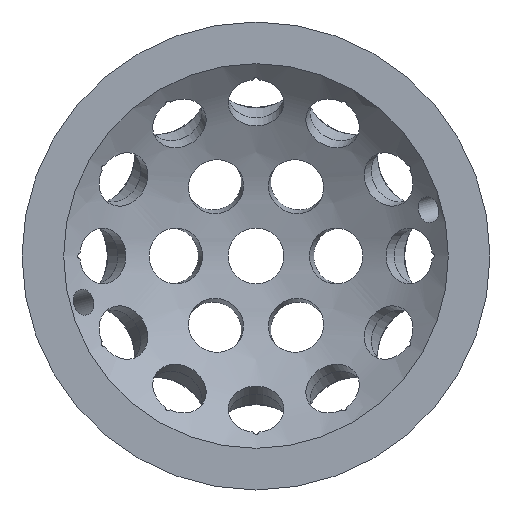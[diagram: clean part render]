
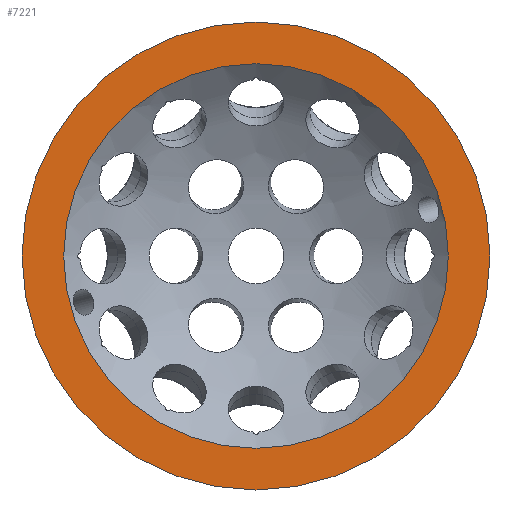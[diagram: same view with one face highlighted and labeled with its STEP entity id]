
A CAD part, front view. The second image highlights one B-rep face of the part: STEP entity #7221.
In plain terms, the highlighted planar face has unit normal (0, -1, 0).
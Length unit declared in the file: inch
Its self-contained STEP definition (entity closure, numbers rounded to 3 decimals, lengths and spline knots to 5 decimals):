
#132=FACE_BOUND('',#1572,.T.);
#158=PLANE('',#8132);
#306=CIRCLE('',#7608,7.26854);
#501=CIRCLE('',#8131,8.84252);
#1118=FACE_OUTER_BOUND('',#1571,.T.);
#1571=EDGE_LOOP('',(#6755));
#1572=EDGE_LOOP('',(#6756));
#2919=VERTEX_POINT('',#13632);
#3282=VERTEX_POINT('',#16087);
#3863=EDGE_CURVE('',#2919,#2919,#306,.T.);
#4439=EDGE_CURVE('',#3282,#3282,#501,.T.);
#6755=ORIENTED_EDGE('',*,*,#4439,.T.);
#6756=ORIENTED_EDGE('',*,*,#3863,.F.);
#7221=ADVANCED_FACE('',(#1118,#132),#158,.T.);
#7608=AXIS2_PLACEMENT_3D('',#13633,#8933,#8934);
#8131=AXIS2_PLACEMENT_3D('',#16088,#10043,#10044);
#8132=AXIS2_PLACEMENT_3D('',#16090,#10046,#10047);
#8933=DIRECTION('center_axis',(0.,-1.,0.));
#8934=DIRECTION('ref_axis',(1.,0.,0.));
#10043=DIRECTION('center_axis',(0.,-1.,0.));
#10044=DIRECTION('ref_axis',(1.,0.,0.));
#10046=DIRECTION('center_axis',(0.,-1.,0.));
#10047=DIRECTION('ref_axis',(0.,0.,-1.));
#13632=CARTESIAN_POINT('',(7.26854,7.44094,0.));
#13633=CARTESIAN_POINT('Origin',(0.,7.44094,0.));
#16087=CARTESIAN_POINT('',(-8.84252,7.44094,0.));
#16088=CARTESIAN_POINT('Origin',(0.,7.44094,
0.));
#16090=CARTESIAN_POINT('Origin',(7.26854,7.44094,0.));
